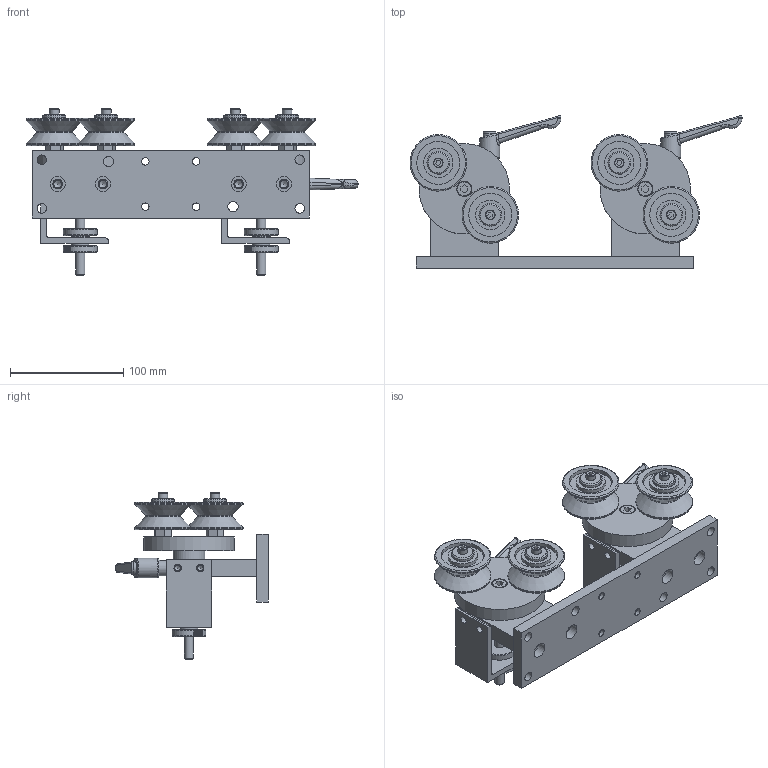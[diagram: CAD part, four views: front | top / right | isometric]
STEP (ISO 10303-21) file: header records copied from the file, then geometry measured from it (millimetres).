
FILE_DESCRIPTION (( 'STEP AP203' ), '1' );
FILE_NAME ('8245.STEP', '2018-07-03T12:01:09', ( '' ), ( '' ), 'SwSTEP 2.0', 'SolidWorks 2018', '' );
FILE_SCHEMA (( 'CONFIG_CONTROL_DESIGN' ));
Products named in the file (1): 8245
Bounding box: 293.48 x 134.64 x 147 mm (x, y, z)
Surface area: 224714.8 mm2 (no closed solid volume)
Topology: 0 solids, 77 shells, 1178 faces, 2766 edges, 1820 vertices
Faces by surface type: plane 500, cylinder 252, bspline 248, cone 156, torus 22
Full cylindrical faces by diameter (mm): 4.2 x4, 5 x8, 5.5 x4, 6 x2, 6.5 x4, 6.6 x4, 6.8 x18, 8 x8, 8.1 x2, 8.2 x2, 8.5 x16, 9 x20, 11 x4, 11.375 x4, 12 x20, 12.5 x4, 13 x6, 13.5 x8, 16 x4, 17 x6, 17.5 x2, 17.9 x16, 20 x20, 26 x8, 28 x2, 38 x8, 50 x8, 80 x2
Entity records: 46105 total; most frequent: CARTESIAN_POINT 23033, ORIENTED_EDGE 4432, DIRECTION 4034, EDGE_CURVE 2248, EDGE_LOOP 1840, VERTEX_POINT 1718, AXIS2_PLACEMENT_3D 1633, FACE_OUTER_BOUND 1482
